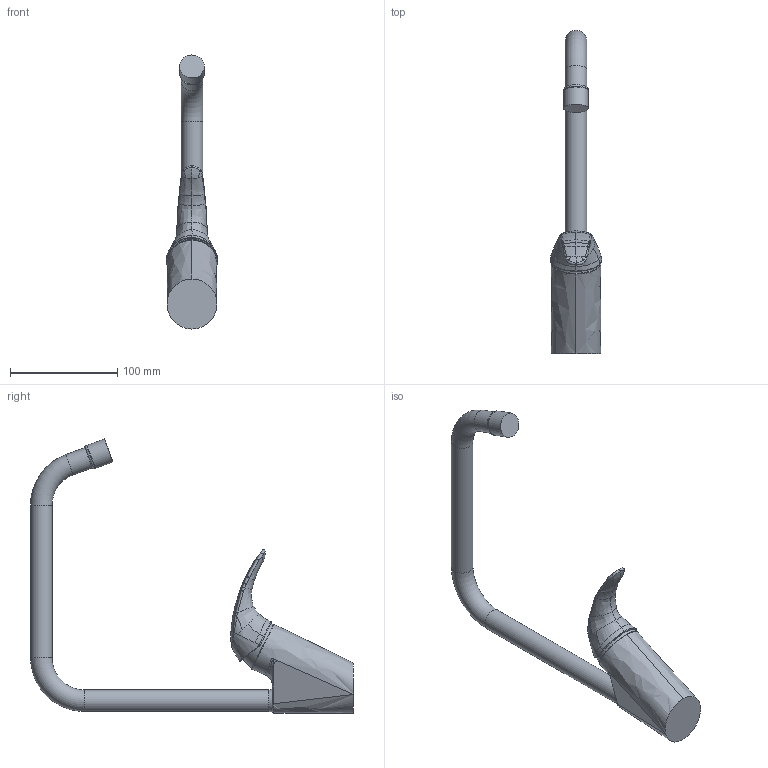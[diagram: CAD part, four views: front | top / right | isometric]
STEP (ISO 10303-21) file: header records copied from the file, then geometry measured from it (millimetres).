
FILE_DESCRIPTION (( 'STEP AP203' ), '1' );
FILE_NAME ('1438F(2016)+46092273.STEP', '2017-03-09T05:42:57', ( '' ), ( '' ), 'SwSTEP 2.0', 'SolidWorks 2016', '' );
FILE_SCHEMA (( 'CONFIG_CONTROL_DESIGN' ));
Length unit declared in the file: millimetre
Products named in the file (1): 1438F(2016)+46092273
Bounding box: 48.21 x 300.7 x 255.18 mm (x, y, z)
Volume: 395837.6 mm3; surface area: 56044.7 mm2
Topology: 1 solids, 1 shells, 123 faces, 288 edges, 169 vertices
Faces by surface type: bspline 97, cylinder 11, plane 10, torus 3, cone 2
Full cylindrical faces by diameter (mm): 20 x3, 20.876 x1, 22.8 x1
Entity records: 11779 total; most frequent: CARTESIAN_POINT 9704, ORIENTED_EDGE 548, EDGE_CURVE 274, B_SPLINE_CURVE_WITH_KNOTS 223, VERTEX_POINT 166, DIRECTION 141, EDGE_LOOP 136, FACE_OUTER_BOUND 132
